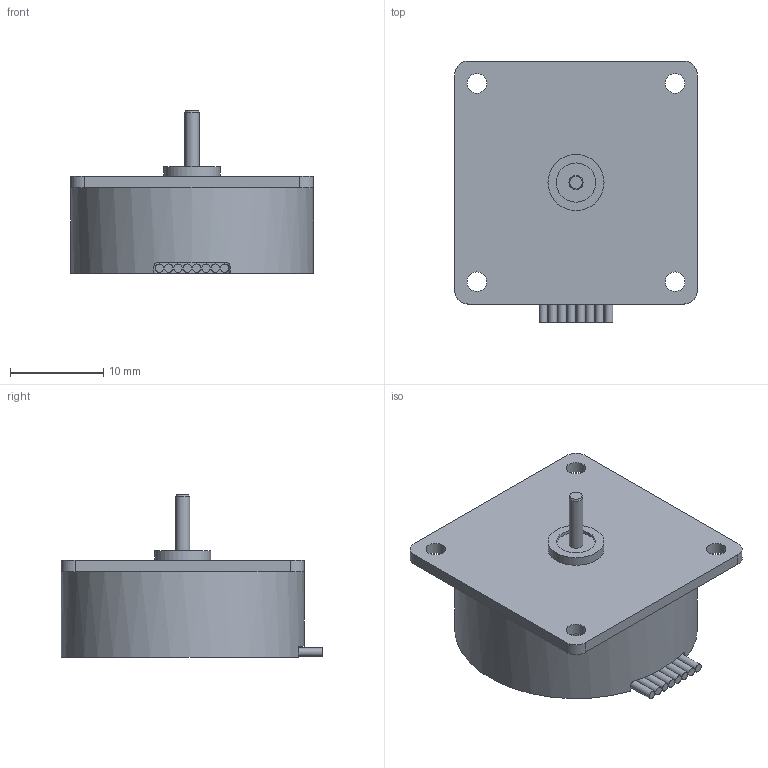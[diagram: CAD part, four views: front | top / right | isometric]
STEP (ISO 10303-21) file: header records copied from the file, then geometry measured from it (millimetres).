
FILE_DESCRIPTION(/* description */ (''),/* implementation_level */ '2;1');
FILE_NAME(/* name */ '2610T_B.stp',/* time_stamp */ '2017-07-31T10:42:26+02:00',/* author */ ('DR. FRITZ FAULHABER GmbH & Co. KG'),/* organization */ ('DR. FRITZ FAULHABER GmbH & Co. KG'),/* preprocessor_version */ 'ST-DEVELOPER v16',/* originating_system */ 'SIEMENS PLM Software NX 10.0',/* authorisation */ '');
FILE_SCHEMA (('AUTOMOTIVE_DESIGN { 1 0 10303 214 3 1 1 1 }'));
Length unit declared in the file: millimetre
Products named in the file (1): Alle_Motoren
Bounding box: 26 x 28 x 17.4 mm (x, y, z)
Volume: 5724.3 mm3; surface area: 2354.5 mm2
Topology: 1 solids, 1 shells, 64 faces, 174 edges, 115 vertices
Faces by surface type: plane 33, cylinder 30, cone 1
Full cylindrical faces by diameter (mm): 1.5 x1, 2.1 x4, 4.2 x1, 6 x1, 26 x1
Entity records: 2063 total; most frequent: CARTESIAN_POINT 426, DIRECTION 348, ORIENTED_EDGE 318, EDGE_CURVE 159, AXIS2_PLACEMENT_3D 128, VERTEX_POINT 109, LINE 92, VECTOR 92
